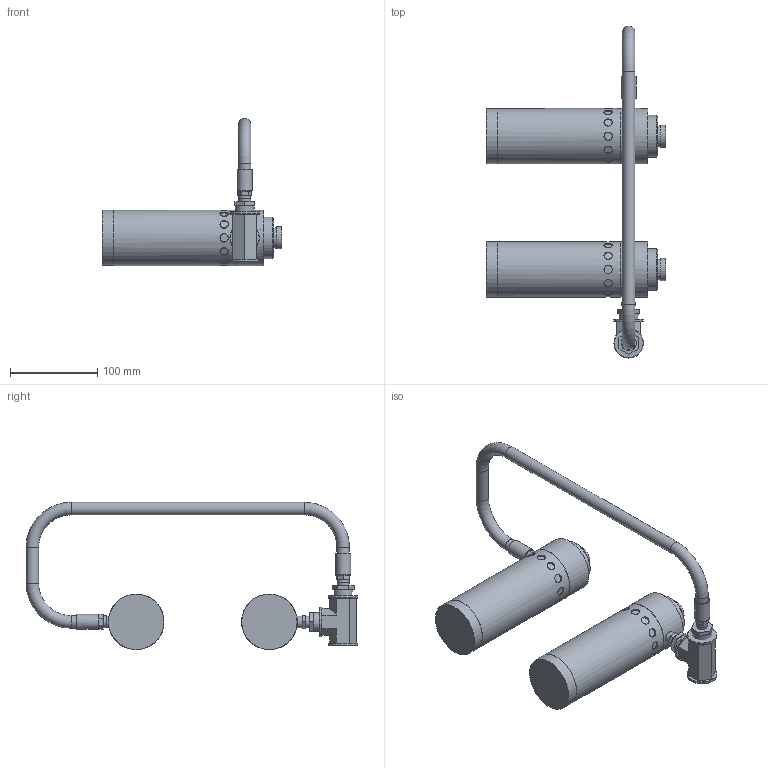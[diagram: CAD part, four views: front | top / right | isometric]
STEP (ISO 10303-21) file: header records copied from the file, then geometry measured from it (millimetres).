
FILE_DESCRIPTION((''),'2;1');
FILE_NAME('Dual CC Assembly-NEMA 4.stp','2012-10-22T08:53:15',('dan preston'),(''),'Autodesk Inventor 2012','Autodesk Inventor 2012','');
FILE_SCHEMA(('AUTOMOTIVE_DESIGN { 1 0 10303 214 1 1 1 1 }'));
Length unit declared in the file: inch
Products named in the file (8): Assembly1; Part2; Part4; Part6; Part8; Part10; Part12; Part14
Assembly tree (7 placements, depth 2):
  Assembly1
    Part2
    Part4
    Part6
    Part8
    Part10
    Part12
    Part14
Bounding box: 205.74 x 379.57 x 168.48 mm (x, y, z)
Volume: 1331613.6 mm3; surface area: 154778 mm2
Topology: 7 solids, 7 shells, 257 faces, 520 edges, 337 vertices
Faces by surface type: plane 146, cylinder 84, cone 22, torus 5
Full cylindrical faces by diameter (mm): 7.144 x14, 8.738 x2, 8.9 x1, 9.525 x24, 10.851 x2, 13.614 x2, 13.716 x2, 14.288 x4, 17.17 x2, 17.475 x2, 23.52 x2, 25.4 x2, 33.655 x3, 47.65 x2, 60.3 x2, 63.246 x2, 63.5 x4
Entity records: 6963 total; most frequent: CARTESIAN_POINT 1815, DIRECTION 1093, ORIENTED_EDGE 764, AXIS2_PLACEMENT_3D 465, EDGE_LOOP 431, EDGE_CURVE 382, VERTEX_POINT 303, FACE_OUTER_BOUND 257
